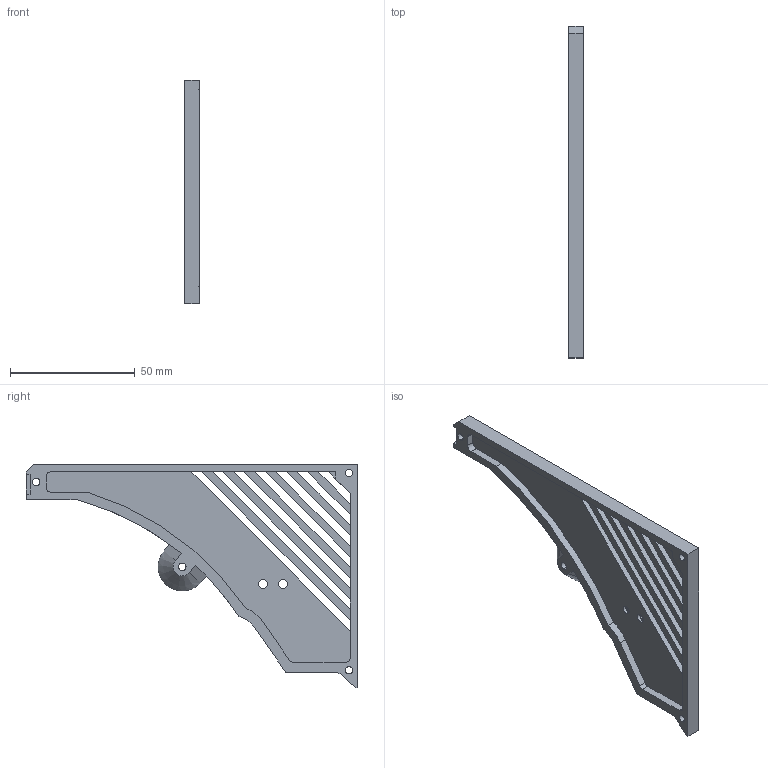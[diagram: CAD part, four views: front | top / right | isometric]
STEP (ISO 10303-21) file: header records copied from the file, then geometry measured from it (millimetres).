
FILE_DESCRIPTION (( 'STEP AP214' ), '1' );
FILE_NAME ('EE_Side_L.STEP', '2025-07-18T19:49:32', ( '' ), ( '' ), 'SwSTEP 2.0', 'SolidWorks 2020', '' );
FILE_SCHEMA (( 'AUTOMOTIVE_DESIGN' ));
Length unit declared in the file: millimetre
Products named in the file (1): EE_Side_L
Bounding box: 6 x 133 x 89.6 mm (x, y, z)
Volume: 19552.5 mm3; surface area: 16431.4 mm2
Topology: 1 solids, 1 shells, 92 faces, 264 edges, 168 vertices
Faces by surface type: plane 46, cylinder 33, cone 13
Entity records: 3070 total; most frequent: CARTESIAN_POINT 531, ORIENTED_EDGE 528, DIRECTION 516, EDGE_CURVE 264, LINE 194, VECTOR 194, VERTEX_POINT 168, AXIS2_PLACEMENT_3D 161
